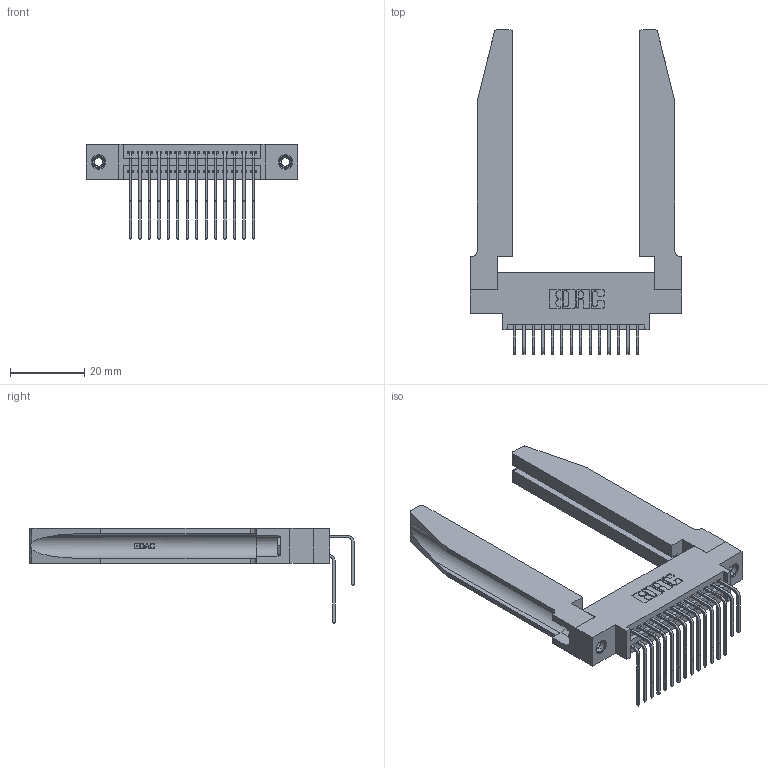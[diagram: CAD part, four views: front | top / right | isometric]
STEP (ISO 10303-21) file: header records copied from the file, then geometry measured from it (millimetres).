
FILE_DESCRIPTION (( 'STEP AP203' ), '1' );
FILE_NAME ('395-028-558-878.STEP', '2019-10-16T20:25:32', ( '' ), ( '' ), 'SwSTEP 2.0', 'SolidWorks 2016', '' );
FILE_SCHEMA (( 'CONFIG_CONTROL_DESIGN' ));
Length unit declared in the file: inch
Products named in the file (6): 395-028-558-878; 345 Part_0.170 Offset - 0.156 Dia-TH; 345-292-001_558 559 Tail - 1; 345-292-001_558 Tail - 2; 345-250-001_345-250-001-102; 345-220-078_345-220-078
Assembly tree (33 placements, depth 2):
  395-028-558-878
    345 Part_0.170 Offset - 0.156 Dia-TH
    345-292-001_558 559 Tail - 1  x14
    345-292-001_558 Tail - 2  x14
    345-250-001_345-250-001-102  x2
    345-220-078_345-220-078  x2
Bounding box: 56.79 x 87.11 x 25.53 mm (x, y, z)
Volume: 13075.7 mm3; surface area: 15041.3 mm2
Topology: 33 solids, 33 shells, 1820 faces, 5301 edges, 3486 vertices
Faces by surface type: plane 1206, cylinder 562, bspline 36, cone 12, torus 4
Entity records: 21278 total; most frequent: CARTESIAN_POINT 4558, ORIENTED_EDGE 3338, DIRECTION 3019, EDGE_CURVE 1669, LINE 1347, VECTOR 1347, VERTEX_POINT 1104, AXIS2_PLACEMENT_3D 836
